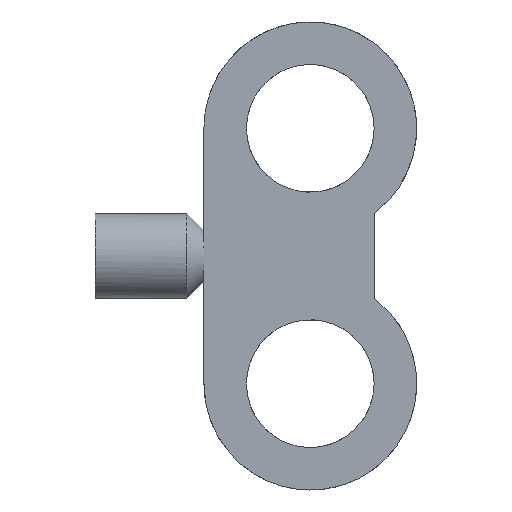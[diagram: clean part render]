
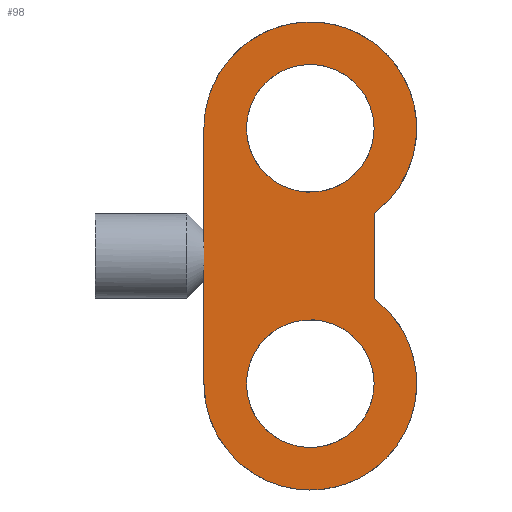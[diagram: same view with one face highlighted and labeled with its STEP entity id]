
A CAD part, left-side view. The second image highlights one B-rep face of the part: STEP entity #98.
In plain terms, the highlighted free-form (B-spline) face has degree [1, 1] with [2, 2] control points.
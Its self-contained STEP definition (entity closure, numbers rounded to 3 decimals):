
#24 = VERTEX_POINT('',#25);
#25 = CARTESIAN_POINT('',(-4.935,-123.381,-3.274
    ));
#39 = VERTEX_POINT('',#40);
#40 = CARTESIAN_POINT('',(-4.935,-123.381,-29.611
    ));
#45 = EDGE_CURVE('',#24,#39,#46,.T.);
#46 = B_SPLINE_CURVE_WITH_KNOTS('',1,(#47,#48),.UNSPECIFIED.,.F.,.F.,(2,
    2),(33.317,60.),.PIECEWISE_BEZIER_KNOTS.);
#47 = CARTESIAN_POINT('',(-4.935,-123.381,-3.274
    ));
#48 = CARTESIAN_POINT('',(-4.935,-123.381,-29.611
    ));
#59 = VERTEX_POINT('',#60);
#60 = CARTESIAN_POINT('',(-4.935,-123.381,3.274)
  );
#68 = EDGE_CURVE('',#69,#59,#71,.T.);
#69 = VERTEX_POINT('',#70);
#70 = CARTESIAN_POINT('',(-4.935,-123.381,29.611
    ));
#71 = B_SPLINE_CURVE_WITH_KNOTS('',1,(#72,#73),.UNSPECIFIED.,.F.,.F.,(2,
    2),(0.,26.683),.PIECEWISE_BEZIER_KNOTS.);
#72 = CARTESIAN_POINT('',(-4.935,-123.381,29.611
    ));
#73 = CARTESIAN_POINT('',(-4.935,-123.381,3.274)
  );
#98 = ADVANCED_FACE('',(#99,#133,#147),#161,.F.);
#99 = FACE_BOUND('',#100,.T.);
#100 = EDGE_LOOP('',(#101,#111,#112,#117,#118,#128));
#101 = ORIENTED_EDGE('',*,*,#102,.T.);
#102 = EDGE_CURVE('',#103,#69,#105,.T.);
#103 = VERTEX_POINT('',#104);
#104 = CARTESIAN_POINT('',(-4.935,-162.862,9.87
    ));
#105 = ( BOUNDED_CURVE() B_SPLINE_CURVE(2,(#106,#107,#108,#109,#110),
.UNSPECIFIED.,.F.,.F.) B_SPLINE_CURVE_WITH_KNOTS((3,2,3),(2.214
,4.249,6.283),.PIECEWISE_BEZIER_KNOTS.) CURVE() 
GEOMETRIC_REPRESENTATION_ITEM() RATIONAL_B_SPLINE_CURVE((1.,
0.526,1.,0.526,1.)) REPRESENTATION_ITEM('') );
#106 = CARTESIAN_POINT('',(-4.935,-162.862,9.87
    ));
#107 = CARTESIAN_POINT('',(-4.935,-194.804,
    33.827));
#108 = CARTESIAN_POINT('',(-4.935,-159.092,
    51.682));
#109 = CARTESIAN_POINT('',(-4.935,-123.381,
    69.538));
#110 = CARTESIAN_POINT('',(-4.935,-123.381,
    29.611));
#111 = ORIENTED_EDGE('',*,*,#68,.T.);
#112 = ORIENTED_EDGE('',*,*,#113,.F.);
#113 = EDGE_CURVE('',#24,#59,#114,.T.);
#114 = B_SPLINE_CURVE_WITH_KNOTS('',1,(#115,#116),.UNSPECIFIED.,.F.,.F.,
  (2,2),(-3.317,3.317),.PIECEWISE_BEZIER_KNOTS.);
#115 = CARTESIAN_POINT('',(-4.935,-123.381,
    -3.274));
#116 = CARTESIAN_POINT('',(-4.935,-123.381,3.274
    ));
#117 = ORIENTED_EDGE('',*,*,#45,.T.);
#118 = ORIENTED_EDGE('',*,*,#119,.T.);
#119 = EDGE_CURVE('',#39,#120,#122,.T.);
#120 = VERTEX_POINT('',#121);
#121 = CARTESIAN_POINT('',(-4.935,-162.862,
    -9.87));
#122 = ( BOUNDED_CURVE() B_SPLINE_CURVE(2,(#123,#124,#125,#126,#127),
.UNSPECIFIED.,.F.,.F.) B_SPLINE_CURVE_WITH_KNOTS((3,2,3),(0.,
2.034,4.069),.PIECEWISE_BEZIER_KNOTS.) CURVE() 
GEOMETRIC_REPRESENTATION_ITEM() RATIONAL_B_SPLINE_CURVE((1.,
0.526,1.,0.526,1.)) REPRESENTATION_ITEM('') );
#123 = CARTESIAN_POINT('',(-4.935,-123.381,
    -29.611));
#124 = CARTESIAN_POINT('',(-4.935,-123.381,
    -69.538));
#125 = CARTESIAN_POINT('',(-4.935,-159.092,-51.682
    ));
#126 = CARTESIAN_POINT('',(-4.935,-194.804,
    -33.827));
#127 = CARTESIAN_POINT('',(-4.935,-162.862,
    -9.87));
#128 = ORIENTED_EDGE('',*,*,#129,.T.);
#129 = EDGE_CURVE('',#120,#103,#130,.T.);
#130 = B_SPLINE_CURVE_WITH_KNOTS('',1,(#131,#132),.UNSPECIFIED.,.F.,.F.,
  (2,2),(-20.,0.),.PIECEWISE_BEZIER_KNOTS.);
#131 = CARTESIAN_POINT('',(-4.935,-162.862,
    -9.87));
#132 = CARTESIAN_POINT('',(-4.935,-162.862,9.87
    ));
#133 = FACE_BOUND('',#134,.T.);
#134 = EDGE_LOOP('',(#135));
#135 = ORIENTED_EDGE('',*,*,#136,.T.);
#136 = EDGE_CURVE('',#137,#137,#139,.T.);
#137 = VERTEX_POINT('',#138);
#138 = CARTESIAN_POINT('',(-4.935,-162.862,
    29.611));
#139 = ( BOUNDED_CURVE() B_SPLINE_CURVE(2,(#140,#141,#142,#143,#144,#145
,#146),.UNSPECIFIED.,.T.,.F.) B_SPLINE_CURVE_WITH_KNOTS((3,2,2,3),(
    3.142,5.236,7.33,9.425),
.PIECEWISE_BEZIER_KNOTS.) CURVE() GEOMETRIC_REPRESENTATION_ITEM() 
RATIONAL_B_SPLINE_CURVE((1.,0.5,1.,0.5,1.,0.5,1.)) REPRESENTATION_ITEM(
  '') );
#140 = CARTESIAN_POINT('',(-4.935,-162.862,
    29.611));
#141 = CARTESIAN_POINT('',(-4.935,-162.862,3.967
    ));
#142 = CARTESIAN_POINT('',(-4.935,-140.654,
    16.789));
#143 = CARTESIAN_POINT('',(-4.935,-118.445,
    29.611));
#144 = CARTESIAN_POINT('',(-4.935,-140.654,
    42.433));
#145 = CARTESIAN_POINT('',(-4.935,-162.862,
    55.256));
#146 = CARTESIAN_POINT('',(-4.935,-162.862,
    29.611));
#147 = FACE_BOUND('',#148,.T.);
#148 = EDGE_LOOP('',(#149));
#149 = ORIENTED_EDGE('',*,*,#150,.T.);
#150 = EDGE_CURVE('',#151,#151,#153,.T.);
#151 = VERTEX_POINT('',#152);
#152 = CARTESIAN_POINT('',(-4.935,-162.862,
    -29.611));
#153 = ( BOUNDED_CURVE() B_SPLINE_CURVE(2,(#154,#155,#156,#157,#158,#159
,#160),.UNSPECIFIED.,.T.,.F.) B_SPLINE_CURVE_WITH_KNOTS((3,2,2,3),(
    3.142,5.236,7.33,9.425),
.PIECEWISE_BEZIER_KNOTS.) CURVE() GEOMETRIC_REPRESENTATION_ITEM() 
RATIONAL_B_SPLINE_CURVE((1.,0.5,1.,0.5,1.,0.5,1.)) REPRESENTATION_ITEM(
  '') );
#154 = CARTESIAN_POINT('',(-4.935,-162.862,
    -29.611));
#155 = CARTESIAN_POINT('',(-4.935,-162.862,-55.256
    ));
#156 = CARTESIAN_POINT('',(-4.935,-140.654,
    -42.433));
#157 = CARTESIAN_POINT('',(-4.935,-118.445,
    -29.611));
#158 = CARTESIAN_POINT('',(-4.935,-140.654,-16.789
    ));
#159 = CARTESIAN_POINT('',(-4.935,-162.862,
    -3.967));
#160 = CARTESIAN_POINT('',(-4.935,-162.862,
    -29.611));
#161 = B_SPLINE_SURFACE_WITH_KNOTS('',1,1,(
    (#162,#163)
    ,(#164,#165
    )),.UNSPECIFIED.,.F.,.F.,.F.,(2,2),(2,2),(-25.,25.),(
    -55.,55.),.PIECEWISE_BEZIER_KNOTS.);
#162 = CARTESIAN_POINT('',(-4.935,-172.733,
    -54.287));
#163 = CARTESIAN_POINT('',(-4.935,-172.733,
    54.287));
#164 = CARTESIAN_POINT('',(-4.935,-123.381,
    -54.287));
#165 = CARTESIAN_POINT('',(-4.935,-123.381,
    54.287));
